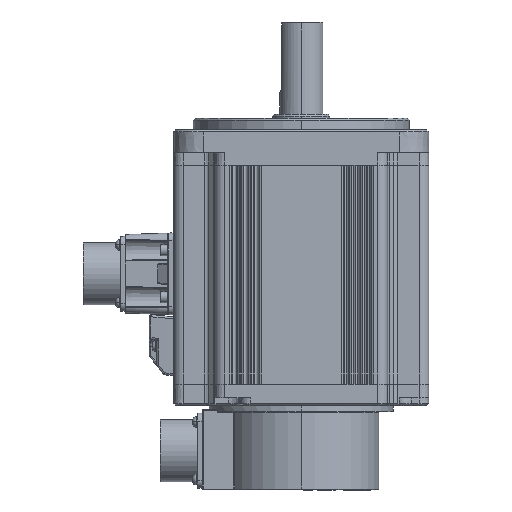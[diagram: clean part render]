
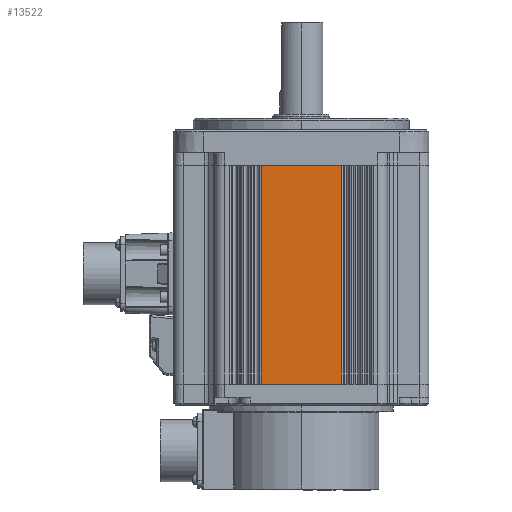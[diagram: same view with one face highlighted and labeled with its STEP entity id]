
A CAD part, left-side view. The second image highlights one B-rep face of the part: STEP entity #13522.
In plain terms, the highlighted planar face has unit normal (-1, 0, 0).
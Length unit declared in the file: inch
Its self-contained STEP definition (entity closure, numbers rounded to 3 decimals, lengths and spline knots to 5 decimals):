
#508 = DIRECTION ( 'NONE',  ( 1., 0., 0. ) ) ;
#1242 = DIRECTION ( 'NONE',  ( 0., 0., 1. ) ) ;
#1249 = DIRECTION ( 'NONE',  ( 0., -1., 0. ) ) ;
#1349 = LINE ( 'NONE', #2727, #22024 ) ;
#2727 = CARTESIAN_POINT ( 'NONE',  ( -2.55906, 0.8074, 2.19488 ) ) ;
#4696 = LINE ( 'NONE', #18702, #13562 ) ;
#4875 = EDGE_CURVE ( 'NONE', #9420, #6312, #4696, .T. ) ;
#4980 = ORIENTED_EDGE ( 'NONE', *, *, #19916, .F. ) ;
#5918 = CARTESIAN_POINT ( 'NONE',  ( -2.55906, 0.8074, 4.38976 ) ) ;
#6031 = ORIENTED_EDGE ( 'NONE', *, *, #9076, .F. ) ;
#6312 = VERTEX_POINT ( 'NONE', #8615 ) ;
#6879 = AXIS2_PLACEMENT_3D ( 'NONE', #9251, #508, #7530 ) ;
#7329 = VECTOR ( 'NONE', #10388, 39.37008 ) ;
#7530 = DIRECTION ( 'NONE',  ( 0., 0., -1. ) ) ;
#7651 = PLANE ( 'NONE',  #6879 ) ;
#7711 = VERTEX_POINT ( 'NONE', #11342 ) ;
#8020 = DIRECTION ( 'NONE',  ( 0., -1., 0. ) ) ;
#8615 = CARTESIAN_POINT ( 'NONE',  ( -2.55906, -0.8074, 0. ) ) ;
#9076 = EDGE_CURVE ( 'NONE', #19749, #7711, #19000, .T. ) ;
#9251 = CARTESIAN_POINT ( 'NONE',  ( -2.55906, 0., 2.19488 ) ) ;
#9420 = VERTEX_POINT ( 'NONE', #17728 ) ;
#10298 = CARTESIAN_POINT ( 'NONE',  ( -2.55906, 0., 4.38976 ) ) ;
#10388 = DIRECTION ( 'NONE',  ( 0., 0., -1. ) ) ;
#11342 = CARTESIAN_POINT ( 'NONE',  ( -2.55906, -0.8074, 4.38976 ) ) ;
#13522 = ADVANCED_FACE ( 'NONE', ( #21313 ), #7651, .F. ) ;
#13562 = VECTOR ( 'NONE', #1249, 39.37008 ) ;
#14159 = CARTESIAN_POINT ( 'NONE',  ( -2.55906, -0.8074, 2.19488 ) ) ;
#15873 = LINE ( 'NONE', #14159, #7329 ) ;
#16765 = EDGE_LOOP ( 'NONE', ( #6031, #18576, #19072, #4980 ) ) ;
#17600 = VECTOR ( 'NONE', #8020, 39.37008 ) ;
#17728 = CARTESIAN_POINT ( 'NONE',  ( -2.55906, 0.8074, 0. ) ) ;
#18576 = ORIENTED_EDGE ( 'NONE', *, *, #20630, .F. ) ;
#18702 = CARTESIAN_POINT ( 'NONE',  ( -2.55906, 0., 0. ) ) ;
#19000 = LINE ( 'NONE', #10298, #17600 ) ;
#19072 = ORIENTED_EDGE ( 'NONE', *, *, #4875, .T. ) ;
#19749 = VERTEX_POINT ( 'NONE', #5918 ) ;
#19916 = EDGE_CURVE ( 'NONE', #7711, #6312, #15873, .T. ) ;
#20630 = EDGE_CURVE ( 'NONE', #9420, #19749, #1349, .T. ) ;
#21313 = FACE_OUTER_BOUND ( 'NONE', #16765, .T. ) ;
#22024 = VECTOR ( 'NONE', #1242, 39.37008 ) ;
